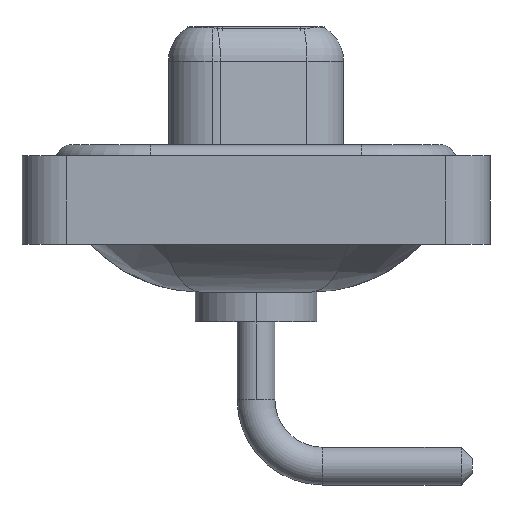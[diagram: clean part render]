
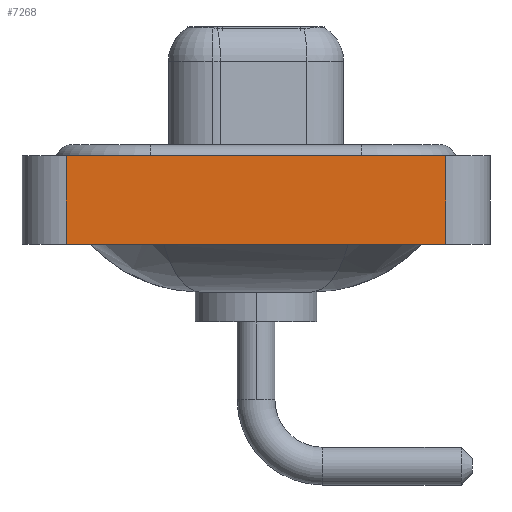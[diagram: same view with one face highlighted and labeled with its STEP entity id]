
A CAD part, left-side view. The second image highlights one B-rep face of the part: STEP entity #7268.
In plain terms, the highlighted planar face has unit normal (-1, 0, 0).
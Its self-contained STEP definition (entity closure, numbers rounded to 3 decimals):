
#839 = CARTESIAN_POINT ( 'NONE',  ( -7.25, -8.55, 0.4 ) ) ;
#1253 = LINE ( 'NONE', #14858, #3613 ) ;
#1534 = EDGE_CURVE ( 'NONE', #8750, #2029, #10209, .T. ) ;
#2029 = VERTEX_POINT ( 'NONE', #12545 ) ;
#2094 = CARTESIAN_POINT ( 'NONE',  ( -7.25, -8.55, 0.4 ) ) ;
#2180 = LINE ( 'NONE', #2094, #14870 ) ;
#2301 = VERTEX_POINT ( 'NONE', #14670 ) ;
#2599 = CARTESIAN_POINT ( 'NONE',  ( -7.25, -8.55, -3.6 ) ) ;
#2745 = CARTESIAN_POINT ( 'NONE',  ( -7.25, -8.55, -3.6 ) ) ;
#2767 = FACE_OUTER_BOUND ( 'NONE', #9481, .T. ) ;
#2846 = PLANE ( 'NONE',  #3993 ) ;
#3613 = VECTOR ( 'NONE', #5091, 1000. ) ;
#3993 = AXIS2_PLACEMENT_3D ( 'NONE', #2599, #11283, #7461 ) ;
#4460 = EDGE_CURVE ( 'NONE', #2029, #11865, #11928, .T. ) ;
#4995 = ORIENTED_EDGE ( 'NONE', *, *, #11071, .F. ) ;
#5091 = DIRECTION ( 'NONE',  ( 0., 0., 1. ) ) ;
#5714 = CARTESIAN_POINT ( 'NONE',  ( -7.25, 8.55, -3.6 ) ) ;
#7268 = ADVANCED_FACE ( 'NONE', ( #2767 ), #2846, .T. ) ;
#7461 = DIRECTION ( 'NONE',  ( 0., 0., 1. ) ) ;
#8308 = DIRECTION ( 'NONE',  ( 0., -1., 0. ) ) ;
#8684 = ORIENTED_EDGE ( 'NONE', *, *, #10266, .F. ) ;
#8750 = VERTEX_POINT ( 'NONE', #5714 ) ;
#9481 = EDGE_LOOP ( 'NONE', ( #11503, #4995, #8684, #10509 ) ) ;
#10209 = LINE ( 'NONE', #14890, #13100 ) ;
#10266 = EDGE_CURVE ( 'NONE', #8750, #2301, #1253, .T. ) ;
#10416 = VECTOR ( 'NONE', #10730, 1000. ) ;
#10509 = ORIENTED_EDGE ( 'NONE', *, *, #1534, .T. ) ;
#10730 = DIRECTION ( 'NONE',  ( 0., 0., 1. ) ) ;
#11071 = EDGE_CURVE ( 'NONE', #2301, #11865, #2180, .T. ) ;
#11283 = DIRECTION ( 'NONE',  ( -1., 0., 0. ) ) ;
#11391 = DIRECTION ( 'NONE',  ( 0., -1., 0. ) ) ;
#11503 = ORIENTED_EDGE ( 'NONE', *, *, #4460, .T. ) ;
#11865 = VERTEX_POINT ( 'NONE', #839 ) ;
#11928 = LINE ( 'NONE', #2745, #10416 ) ;
#12545 = CARTESIAN_POINT ( 'NONE',  ( -7.25, -8.55, -3.6 ) ) ;
#13100 = VECTOR ( 'NONE', #11391, 1000. ) ;
#14670 = CARTESIAN_POINT ( 'NONE',  ( -7.25, 8.55, 0.4 ) ) ;
#14858 = CARTESIAN_POINT ( 'NONE',  ( -7.25, 8.55, -3.6 ) ) ;
#14870 = VECTOR ( 'NONE', #8308, 1000. ) ;
#14890 = CARTESIAN_POINT ( 'NONE',  ( -7.25, -8.55, -3.6 ) ) ;
